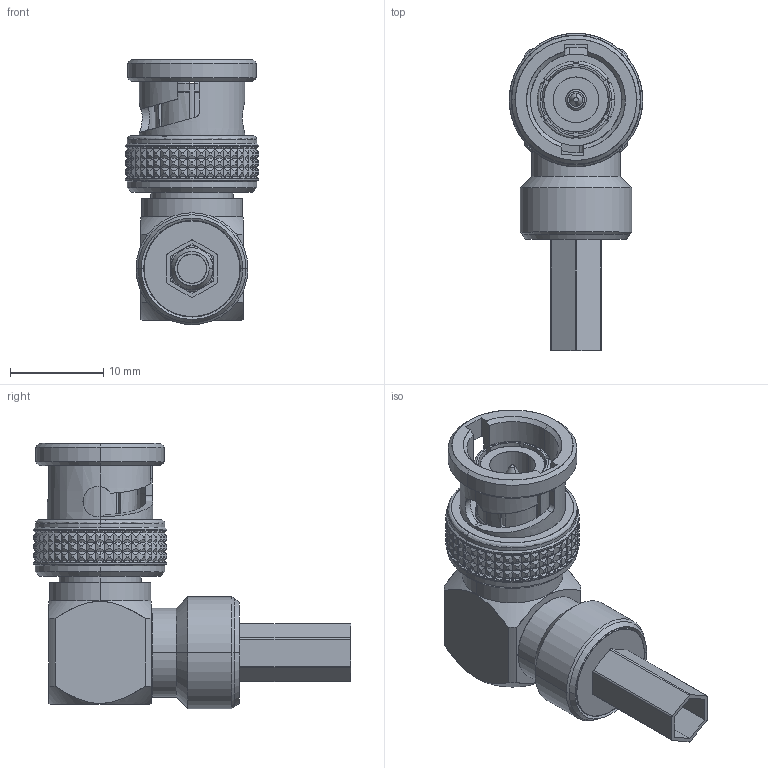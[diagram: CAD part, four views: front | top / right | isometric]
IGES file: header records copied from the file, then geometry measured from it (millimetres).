
Start section: SolidWorks IGES file using analytic representation for surfaces
Global section: file name: R141.182.000 T.IGS; native system: SolidWorks 2008; preprocessor: SolidWorks 2008; author: BERGER_C; date: 090603.163927; units: millimetre
Bounding box: 14.3 x 34.02 x 28.45 mm (x, y, z)
Surface area: 3430.1 mm2 (no closed solid volume)
Topology: 0 solids, 0 shells, 1278 faces, 6898 edges, 6854 vertices
Faces by surface type: revolution 657, bspline 621
